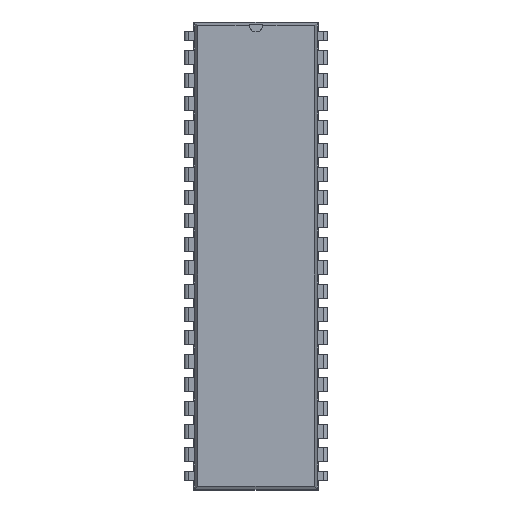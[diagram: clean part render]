
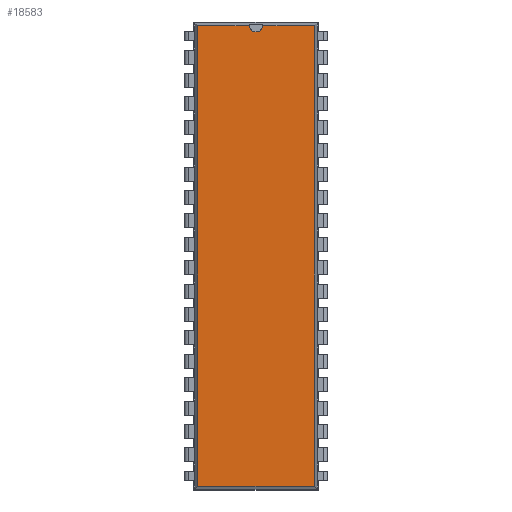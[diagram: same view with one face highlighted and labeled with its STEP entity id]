
A CAD part, top view. The second image highlights one B-rep face of the part: STEP entity #18583.
In plain terms, the highlighted planar face has unit normal (0, 0, 1).
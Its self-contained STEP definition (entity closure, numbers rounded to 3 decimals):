
#10159 = VERTEX_POINT('',#10160);
#10160 = CARTESIAN_POINT('',(13.952,0.871,3.68));
#10165 = EDGE_CURVE('',#10166,#10159,#10168,.T.);
#10166 = VERTEX_POINT('',#10167);
#10167 = CARTESIAN_POINT('',(13.952,-49.131,3.68));
#10168 = LINE('',#10169,#10170);
#10169 = CARTESIAN_POINT('',(13.952,-49.131,3.68));
#10170 = VECTOR('',#10171,1.);
#10171 = DIRECTION('',(0.,1.,0.));
#14125 = VERTEX_POINT('',#14126);
#14126 = CARTESIAN_POINT('',(1.288,0.871,3.68));
#14131 = EDGE_CURVE('',#14132,#14125,#14134,.T.);
#14132 = VERTEX_POINT('',#14133);
#14133 = CARTESIAN_POINT('',(6.874,0.871,3.68));
#14134 = LINE('',#14135,#14136);
#14135 = CARTESIAN_POINT('',(13.952,0.871,3.68));
#14136 = VECTOR('',#14137,1.);
#14137 = DIRECTION('',(-1.,0.,0.));
#14352 = VERTEX_POINT('',#14353);
#14353 = CARTESIAN_POINT('',(8.366,0.871,3.68));
#14457 = EDGE_CURVE('',#10159,#14352,#14458,.T.);
#14458 = LINE('',#14459,#14460);
#14459 = CARTESIAN_POINT('',(13.952,0.871,3.68));
#14460 = VECTOR('',#14461,1.);
#14461 = DIRECTION('',(-1.,0.,0.));
#14613 = VERTEX_POINT('',#14614);
#14614 = CARTESIAN_POINT('',(1.288,-49.131,3.68));
#14619 = EDGE_CURVE('',#14125,#14613,#14620,.T.);
#14620 = LINE('',#14621,#14622);
#14621 = CARTESIAN_POINT('',(1.288,0.871,3.68));
#14622 = VECTOR('',#14623,1.);
#14623 = DIRECTION('',(0.,-1.,0.));
#18572 = EDGE_CURVE('',#14613,#10166,#18573,.T.);
#18573 = LINE('',#18574,#18575);
#18574 = CARTESIAN_POINT('',(1.288,-49.131,3.68));
#18575 = VECTOR('',#18576,1.);
#18576 = DIRECTION('',(1.,0.,0.));
#18583 = ADVANCED_FACE('',(#18584),#18607,.F.);
#18584 = FACE_BOUND('',#18585,.F.);
#18585 = EDGE_LOOP('',(#18586,#18587,#18588,#18589,#18590,#18599,#18606)
);
#18586 = ORIENTED_EDGE('',*,*,#10165,.F.);
#18587 = ORIENTED_EDGE('',*,*,#18572,.F.);
#18588 = ORIENTED_EDGE('',*,*,#14619,.F.);
#18589 = ORIENTED_EDGE('',*,*,#14131,.F.);
#18590 = ORIENTED_EDGE('',*,*,#18591,.F.);
#18591 = EDGE_CURVE('',#18592,#14132,#18594,.T.);
#18592 = VERTEX_POINT('',#18593);
#18593 = CARTESIAN_POINT('',(7.62,0.196,3.68));
#18594 = CIRCLE('',#18595,0.75);
#18595 = AXIS2_PLACEMENT_3D('',#18596,#18597,#18598);
#18596 = CARTESIAN_POINT('',(7.62,0.946,3.68));
#18597 = DIRECTION('',(0.,0.,-1.));
#18598 = DIRECTION('',(0.,-1.,0.));
#18599 = ORIENTED_EDGE('',*,*,#18600,.F.);
#18600 = EDGE_CURVE('',#14352,#18592,#18601,.T.);
#18601 = CIRCLE('',#18602,0.75);
#18602 = AXIS2_PLACEMENT_3D('',#18603,#18604,#18605);
#18603 = CARTESIAN_POINT('',(7.62,0.946,3.68));
#18604 = DIRECTION('',(0.,0.,-1.));
#18605 = DIRECTION('',(0.,-1.,0.));
#18606 = ORIENTED_EDGE('',*,*,#14457,.F.);
#18607 = PLANE('',#18608);
#18608 = AXIS2_PLACEMENT_3D('',#18609,#18610,#18611);
#18609 = CARTESIAN_POINT('',(13.952,-49.131,3.68));
#18610 = DIRECTION('',(0.,0.,-1.));
#18611 = DIRECTION('',(-0.246,0.969,0.));
